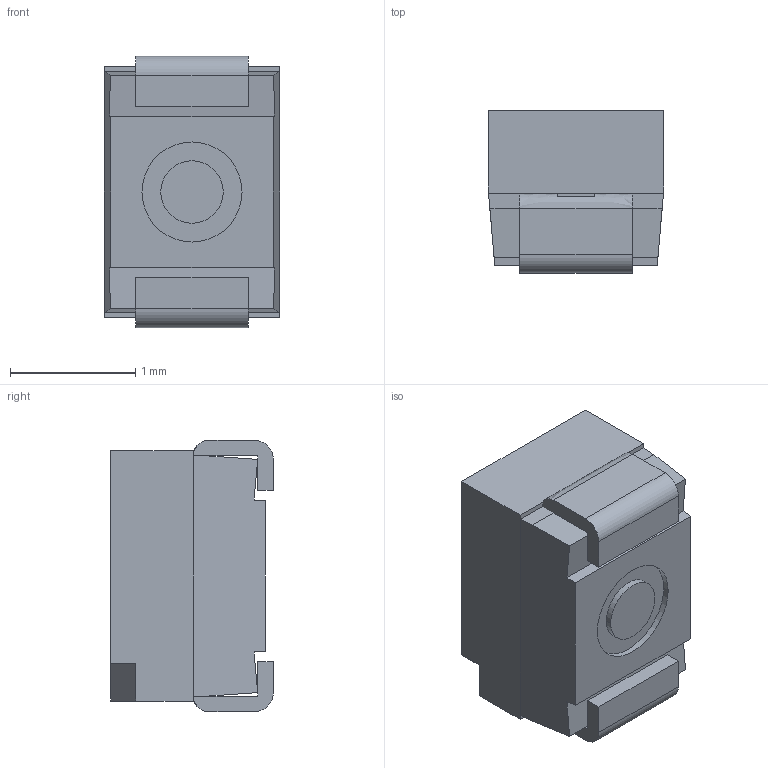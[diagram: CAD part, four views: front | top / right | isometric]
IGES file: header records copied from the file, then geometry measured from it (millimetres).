
Start section: Elysium IGES Interface
Global section: file name: 1148ls.igs; native system: SolidDesigner 16.00A  16-Aug-2008; preprocessor: CoCreate IGES_3D V2.2; author: Unknown; organization: Unknown; date: 20100831.151825; units: millimetre
Bounding box: 1.4 x 1.3 x 2.17 mm (x, y, z)
Volume: 3.4 mm3; surface area: 29.7 mm2
Topology: 4 solids, 4 shells, 165 faces, 454 edges, 300 vertices
Faces by surface type: bspline 165
